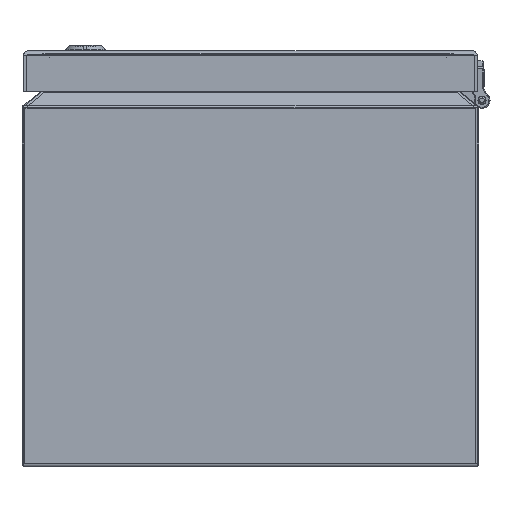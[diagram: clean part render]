
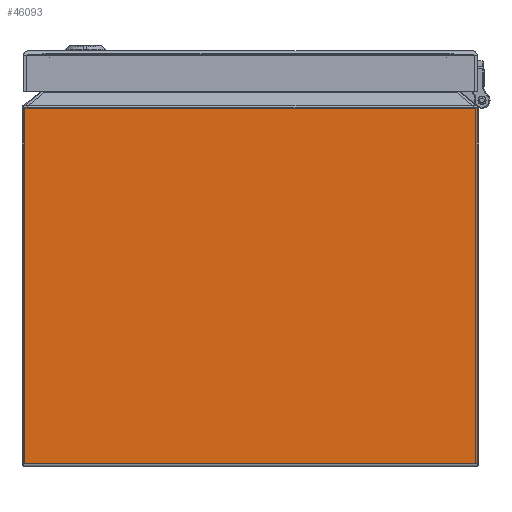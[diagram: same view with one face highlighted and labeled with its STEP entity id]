
A CAD part, left-side view. The second image highlights one B-rep face of the part: STEP entity #46093.
In plain terms, the highlighted planar face has unit normal (-1, 0, 0).
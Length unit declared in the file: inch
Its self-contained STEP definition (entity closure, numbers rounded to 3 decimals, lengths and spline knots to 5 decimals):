
#2452 = LINE ( 'NONE', #69824, #47478 ) ;
#3526 = VECTOR ( 'NONE', #56282, 39.37008 ) ;
#6222 = ORIENTED_EDGE ( 'NONE', *, *, #65471, .F. ) ;
#7176 = CARTESIAN_POINT ( 'NONE',  ( -35.85, 8.81992, -1.1236 ) ) ;
#12853 = CARTESIAN_POINT ( 'NONE',  ( -35.85, -0.12008, -1.1236 ) ) ;
#16423 = VERTEX_POINT ( 'NONE', #60585 ) ;
#22564 = VERTEX_POINT ( 'NONE', #7176 ) ;
#23008 = PLANE ( 'NONE',  #23150 ) ;
#23150 = AXIS2_PLACEMENT_3D ( 'NONE', #78975, #79791, #55049 ) ;
#24264 = CARTESIAN_POINT ( 'NONE',  ( -35.85, 8.81992, -8.13506 ) ) ;
#27292 = ORIENTED_EDGE ( 'NONE', *, *, #44617, .F. ) ;
#31517 = LINE ( 'NONE', #24264, #3526 ) ;
#33940 = CARTESIAN_POINT ( 'NONE',  ( -35.85, -0.12008, -8.13506 ) ) ;
#36578 = VERTEX_POINT ( 'NONE', #33940 ) ;
#40154 = VECTOR ( 'NONE', #41141, 39.37008 ) ;
#41141 = DIRECTION ( 'NONE',  ( 0., -1., 0. ) ) ;
#41642 = FACE_OUTER_BOUND ( 'NONE', #47102, .T. ) ;
#42794 = ORIENTED_EDGE ( 'NONE', *, *, #62841, .F. ) ;
#43677 = ORIENTED_EDGE ( 'NONE', *, *, #46539, .F. ) ;
#44617 = EDGE_CURVE ( 'NONE', #36578, #16423, #31517, .T. ) ;
#45089 = DIRECTION ( 'NONE',  ( 0., 0., -1. ) ) ;
#46093 = ADVANCED_FACE ( 'NONE', ( #41642 ), #23008, .F. ) ;
#46539 = EDGE_CURVE ( 'NONE', #22564, #59893, #47260, .T. ) ;
#47102 = EDGE_LOOP ( 'NONE', ( #6222, #43677, #42794, #27292 ) ) ;
#47260 = LINE ( 'NONE', #72008, #40154 ) ;
#47478 = VECTOR ( 'NONE', #45089, 39.37008 ) ;
#50469 = CARTESIAN_POINT ( 'NONE',  ( -35.85, 8.81992, -1.10002 ) ) ;
#55049 = DIRECTION ( 'NONE',  ( 0., 1., 0. ) ) ;
#56282 = DIRECTION ( 'NONE',  ( 0., 1., 0. ) ) ;
#59893 = VERTEX_POINT ( 'NONE', #12853 ) ;
#60585 = CARTESIAN_POINT ( 'NONE',  ( -35.85, 8.81992, -8.13506 ) ) ;
#62841 = EDGE_CURVE ( 'NONE', #16423, #22564, #70335, .T. ) ;
#63840 = DIRECTION ( 'NONE',  ( 0., 0., 1. ) ) ;
#65471 = EDGE_CURVE ( 'NONE', #59893, #36578, #2452, .T. ) ;
#69404 = VECTOR ( 'NONE', #63840, 39.37008 ) ;
#69824 = CARTESIAN_POINT ( 'NONE',  ( -35.85, -0.12008, -1.10002 ) ) ;
#70335 = LINE ( 'NONE', #50469, #69404 ) ;
#72008 = CARTESIAN_POINT ( 'NONE',  ( -35.85, 8.81992, -1.1236 ) ) ;
#78975 = CARTESIAN_POINT ( 'NONE',  ( -35.85, 8.81992, -1.10002 ) ) ;
#79791 = DIRECTION ( 'NONE',  ( 1., 0., 0. ) ) ;
